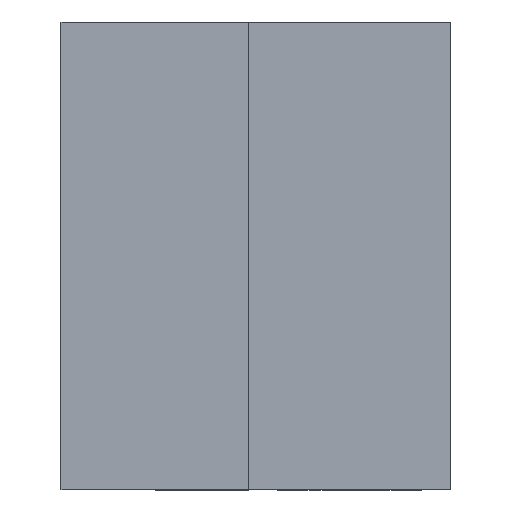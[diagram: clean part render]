
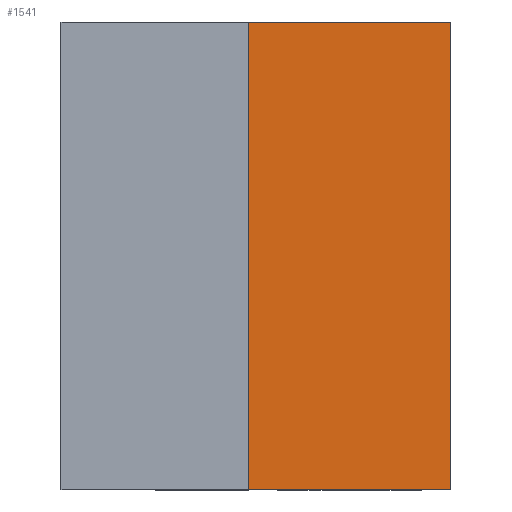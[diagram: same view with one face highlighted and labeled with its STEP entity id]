
A CAD part, left-side view. The second image highlights one B-rep face of the part: STEP entity #1541.
In plain terms, the highlighted planar face has unit normal (-1, 0, 0).
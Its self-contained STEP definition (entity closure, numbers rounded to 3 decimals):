
#32 = CARTESIAN_POINT ( 'NONE',  ( -46., 0., -15. ) ) ;
#274 = CARTESIAN_POINT ( 'NONE',  ( -46., 13., 15. ) ) ;
#393 = DIRECTION ( 'NONE',  ( 0., 0., -1. ) ) ;
#403 = LINE ( 'NONE', #816, #3127 ) ;
#417 = ORIENTED_EDGE ( 'NONE', *, *, #4145, .T. ) ;
#483 = DIRECTION ( 'NONE',  ( 1., 0., 0. ) ) ;
#490 = EDGE_CURVE ( 'NONE', #2736, #2462, #1117, .T. ) ;
#816 = CARTESIAN_POINT ( 'NONE',  ( -46., 13., 15. ) ) ;
#859 = PLANE ( 'NONE',  #2363 ) ;
#861 = EDGE_CURVE ( 'NONE', #2576, #2736, #403, .T. ) ;
#934 = DIRECTION ( 'NONE',  ( 0., -1., 0. ) ) ;
#1002 = DIRECTION ( 'NONE',  ( 0., 0., 1. ) ) ;
#1117 = LINE ( 'NONE', #1262, #2752 ) ;
#1167 = VECTOR ( 'NONE', #1002, 1000. ) ;
#1262 = CARTESIAN_POINT ( 'NONE',  ( -46., 25., 15. ) ) ;
#1511 = EDGE_CURVE ( 'NONE', #2576, #1714, #4049, .T. ) ;
#1522 = VECTOR ( 'NONE', #3140, 1000. ) ;
#1541 = ADVANCED_FACE ( 'NONE', ( #3768 ), #859, .F. ) ;
#1714 = VERTEX_POINT ( 'NONE', #32 ) ;
#1825 = CARTESIAN_POINT ( 'NONE',  ( -46., 13., -15. ) ) ;
#1923 = LINE ( 'NONE', #3634, #1167 ) ;
#2304 = EDGE_LOOP ( 'NONE', ( #2483, #2621, #4211, #417 ) ) ;
#2363 = AXIS2_PLACEMENT_3D ( 'NONE', #2720, #483, #393 ) ;
#2462 = VERTEX_POINT ( 'NONE', #4020 ) ;
#2483 = ORIENTED_EDGE ( 'NONE', *, *, #490, .F. ) ;
#2576 = VERTEX_POINT ( 'NONE', #1825 ) ;
#2621 = ORIENTED_EDGE ( 'NONE', *, *, #861, .F. ) ;
#2720 = CARTESIAN_POINT ( 'NONE',  ( -46., 25., 15. ) ) ;
#2736 = VERTEX_POINT ( 'NONE', #274 ) ;
#2752 = VECTOR ( 'NONE', #934, 1000. ) ;
#3121 = DIRECTION ( 'NONE',  ( 0., 0., 1. ) ) ;
#3127 = VECTOR ( 'NONE', #3121, 1000. ) ;
#3140 = DIRECTION ( 'NONE',  ( 0., -1., 0. ) ) ;
#3484 = CARTESIAN_POINT ( 'NONE',  ( -46., 25., -15. ) ) ;
#3634 = CARTESIAN_POINT ( 'NONE',  ( -46., 0., 15. ) ) ;
#3768 = FACE_OUTER_BOUND ( 'NONE', #2304, .T. ) ;
#4020 = CARTESIAN_POINT ( 'NONE',  ( -46., 0., 15. ) ) ;
#4049 = LINE ( 'NONE', #3484, #1522 ) ;
#4145 = EDGE_CURVE ( 'NONE', #1714, #2462, #1923, .T. ) ;
#4211 = ORIENTED_EDGE ( 'NONE', *, *, #1511, .T. ) ;
